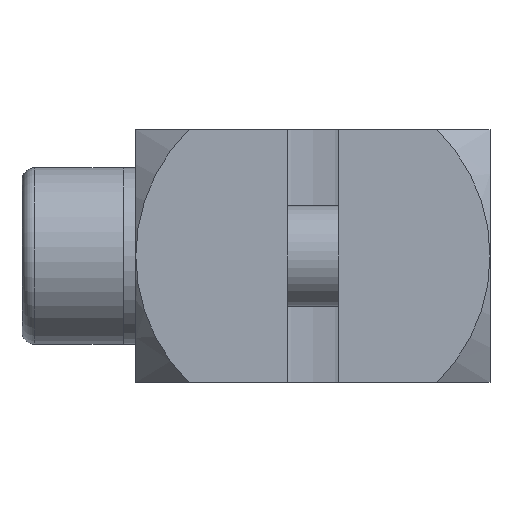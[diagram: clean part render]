
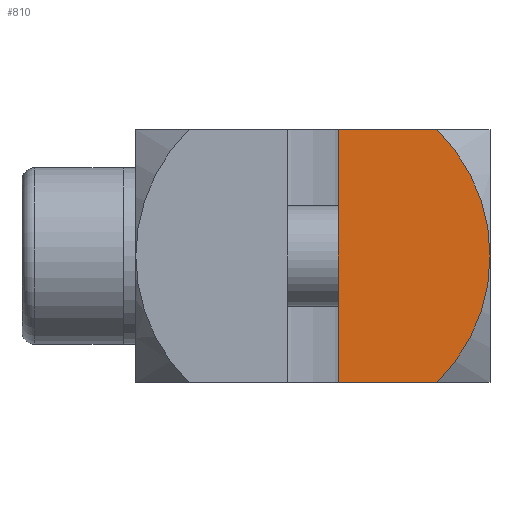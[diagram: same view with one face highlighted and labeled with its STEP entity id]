
A CAD part, left-side view. The second image highlights one B-rep face of the part: STEP entity #810.
In plain terms, the highlighted planar face has unit normal (-1, 0, 0).
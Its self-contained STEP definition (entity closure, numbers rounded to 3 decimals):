
#88=CARTESIAN_POINT('',(-12.,-7.,0.0));
#89=VERTEX_POINT('',#88);
#105=CARTESIAN_POINT('',(-12.,-4.899,-5.0));
#106=VERTEX_POINT('',#105);
#107=CARTESIAN_POINT('',(-12.,0.0,0.0));
#108=DIRECTION('',(-1.0,0.0,0.0));
#109=DIRECTION('',(0.0,-0.7,-0.714));
#110=AXIS2_PLACEMENT_3D('',#107,#108,#109);
#111=CIRCLE('',#110,7.);
#112=EDGE_CURVE('',#106,#89,#111,.T.);
#135=CARTESIAN_POINT('',(-12.,-4.899,5.0));
#136=VERTEX_POINT('',#135);
#152=CARTESIAN_POINT('',(-12.,0.0,0.0));
#153=DIRECTION('',(-1.0,0.0,0.0));
#154=DIRECTION('',(0.0,-0.7,-0.714));
#155=AXIS2_PLACEMENT_3D('',#152,#153,#154);
#156=CIRCLE('',#155,7.);
#157=EDGE_CURVE('',#89,#136,#156,.T.);
#386=CARTESIAN_POINT('',(-12.,-1.,5.0));
#387=VERTEX_POINT('',#386);
#394=CARTESIAN_POINT('',(-12.,-4.899,5.0));
#395=DIRECTION('',(0.0,1.0,0.0));
#396=VECTOR('',#395,3.899);
#397=LINE('',#394,#396);
#398=EDGE_CURVE('',#136,#387,#397,.T.);
#753=CARTESIAN_POINT('',(-12.,-1.,-5.0));
#754=VERTEX_POINT('',#753);
#755=CARTESIAN_POINT('',(-12.,-1.,-5.0));
#756=DIRECTION('',(0.0,-1.0,0.0));
#757=VECTOR('',#756,3.899);
#758=LINE('',#755,#757);
#759=EDGE_CURVE('',#754,#106,#758,.T.);
#793=CARTESIAN_POINT('',(-12.,-7.,0.0));
#794=DIRECTION('',(-1.0,0.0,0.0));
#795=DIRECTION('',(0.0,0.0,1.0));
#796=AXIS2_PLACEMENT_3D('',#793,#794,#795);
#797=PLANE('',#796);
#798=ORIENTED_EDGE('',*,*,#157,.T.);
#799=ORIENTED_EDGE('',*,*,#398,.T.);
#800=CARTESIAN_POINT('',(-12.,-1.,-5.0));
#801=DIRECTION('',(0.0,0.0,1.0));
#802=VECTOR('',#801,10.0);
#803=LINE('',#800,#802);
#804=EDGE_CURVE('',#754,#387,#803,.T.);
#805=ORIENTED_EDGE('',*,*,#804,.F.);
#806=ORIENTED_EDGE('',*,*,#759,.T.);
#807=ORIENTED_EDGE('',*,*,#112,.T.);
#808=EDGE_LOOP('',(#798,#799,#805,#806,#807));
#809=FACE_OUTER_BOUND('',#808,.T.);
#810=ADVANCED_FACE('',(#809),#797,.T.);
